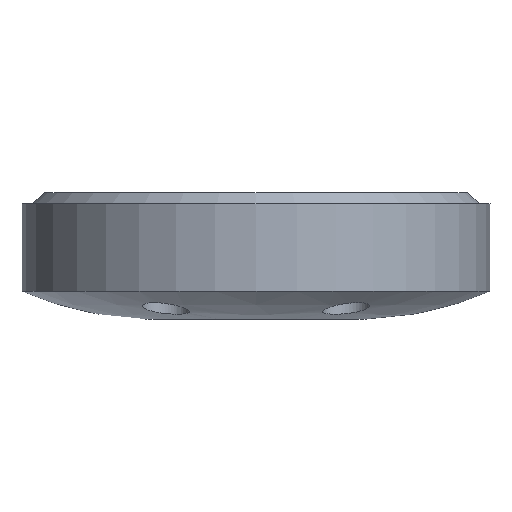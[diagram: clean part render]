
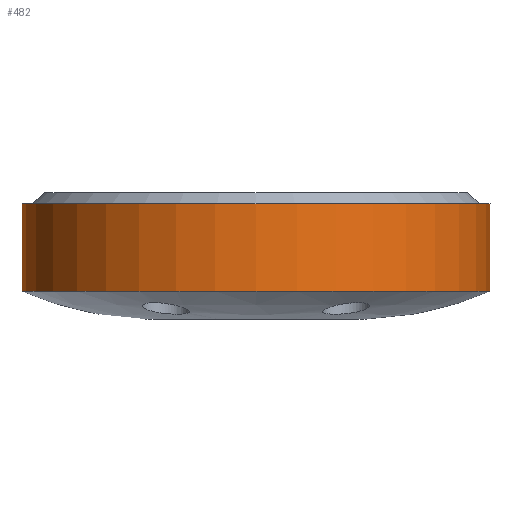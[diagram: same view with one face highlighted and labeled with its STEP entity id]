
A CAD part, front view. The second image highlights one B-rep face of the part: STEP entity #482.
In plain terms, the highlighted cylindrical face has radius 32.49 mm (diameter 64.98 mm), a full revolution.
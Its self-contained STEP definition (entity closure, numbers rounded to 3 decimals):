
#34=CYLINDRICAL_SURFACE('',#559,32.49);
#97=FACE_OUTER_BOUND('',#149,.T.);
#149=EDGE_LOOP('',(#425,#426,#427,#428));
#173=LINE('',#1030,#193);
#193=VECTOR('',#695,32.49);
#204=CIRCLE('',#512,32.49);
#229=CIRCLE('',#556,32.49);
#238=VERTEX_POINT('',#812);
#268=VERTEX_POINT('',#1023);
#280=EDGE_CURVE('',#238,#238,#204,.T.);
#322=EDGE_CURVE('',#268,#268,#229,.T.);
#325=EDGE_CURVE('',#268,#238,#173,.T.);
#425=ORIENTED_EDGE('',*,*,#322,.F.);
#426=ORIENTED_EDGE('',*,*,#325,.T.);
#427=ORIENTED_EDGE('',*,*,#280,.T.);
#428=ORIENTED_EDGE('',*,*,#325,.F.);
#482=ADVANCED_FACE('',(#97),#34,.T.);
#512=AXIS2_PLACEMENT_3D('',#816,#587,#588);
#556=AXIS2_PLACEMENT_3D('',#1024,#686,#687);
#559=AXIS2_PLACEMENT_3D('',#1029,#693,#694);
#587=DIRECTION('center_axis',(0.,0.,1.));
#588=DIRECTION('ref_axis',(1.,0.,0.));
#686=DIRECTION('center_axis',(0.,0.,1.));
#687=DIRECTION('ref_axis',(1.,0.,0.));
#693=DIRECTION('center_axis',(0.,0.,1.));
#694=DIRECTION('ref_axis',(1.,0.,0.));
#695=DIRECTION('',(0.,0.,-1.));
#812=CARTESIAN_POINT('',(-60.114,0.,3.857));
#816=CARTESIAN_POINT('Origin',(-27.624,0.,3.857));
#1023=CARTESIAN_POINT('',(-60.114,0.,16.));
#1024=CARTESIAN_POINT('Origin',(-27.624,0.,16.));
#1029=CARTESIAN_POINT('Origin',(-27.624,0.,0.));
#1030=CARTESIAN_POINT('',(-60.114,0.,0.));
